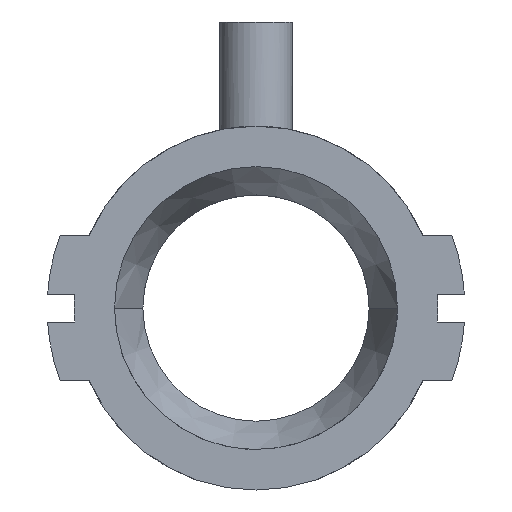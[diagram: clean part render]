
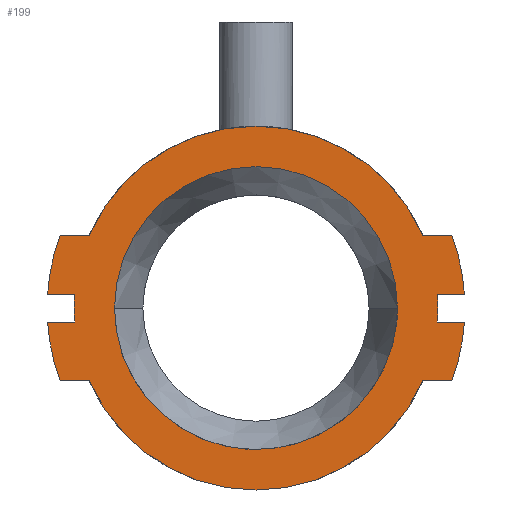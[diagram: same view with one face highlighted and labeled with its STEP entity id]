
A CAD part, left-side view. The second image highlights one B-rep face of the part: STEP entity #199.
In plain terms, the highlighted planar face has unit normal (-1, 0, 0).
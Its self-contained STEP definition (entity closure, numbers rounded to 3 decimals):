
#199=ADVANCED_FACE('',(#432,#433),#434,.T.);
#432=FACE_BOUND('',#696,.T.);
#433=FACE_OUTER_BOUND('',#697,.T.);
#434=PLANE('',#698);
#696=EDGE_LOOP('',(#1280,#1281,#1282));
#697=EDGE_LOOP('',(#1283,#1284,#1285,#1286,#1287,#1288,#1289,#1290,#1291,#1292,#1293,#1294,#1295,#1296,#1297,#1298,#1299,#1300));
#698=AXIS2_PLACEMENT_3D('',#1301,#1302,#1303);
#1280=ORIENTED_EDGE('',*,*,#1671,.T.);
#1281=ORIENTED_EDGE('',*,*,#1777,.T.);
#1282=ORIENTED_EDGE('',*,*,#1672,.T.);
#1283=ORIENTED_EDGE('',*,*,#1726,.F.);
#1284=ORIENTED_EDGE('',*,*,#1828,.T.);
#1285=ORIENTED_EDGE('',*,*,#1829,.F.);
#1286=ORIENTED_EDGE('',*,*,#1830,.T.);
#1287=ORIENTED_EDGE('',*,*,#1734,.F.);
#1288=ORIENTED_EDGE('',*,*,#1831,.T.);
#1289=ORIENTED_EDGE('',*,*,#1832,.F.);
#1290=ORIENTED_EDGE('',*,*,#1833,.T.);
#1291=ORIENTED_EDGE('',*,*,#1741,.F.);
#1292=ORIENTED_EDGE('',*,*,#1702,.F.);
#1293=ORIENTED_EDGE('',*,*,#1826,.T.);
#1294=ORIENTED_EDGE('',*,*,#1822,.F.);
#1295=ORIENTED_EDGE('',*,*,#1804,.T.);
#1296=ORIENTED_EDGE('',*,*,#1711,.F.);
#1297=ORIENTED_EDGE('',*,*,#1802,.T.);
#1298=ORIENTED_EDGE('',*,*,#1824,.F.);
#1299=ORIENTED_EDGE('',*,*,#1808,.T.);
#1300=ORIENTED_EDGE('',*,*,#1720,.F.);
#1301=CARTESIAN_POINT('',(-96.0,0.,0.));
#1302=DIRECTION('',(-1.0,0.0,0.0));
#1303=DIRECTION('',(0.0,-1.0,0.0));
#1671=EDGE_CURVE('',#2052,#2049,#2053,.T.);
#1672=EDGE_CURVE('',#2054,#2052,#2055,.T.);
#1702=EDGE_CURVE('',#2100,#2098,#2102,.T.);
#1711=EDGE_CURVE('',#2114,#2116,#2117,.T.);
#1720=EDGE_CURVE('',#2129,#2132,#2133,.T.);
#1726=EDGE_CURVE('',#2140,#2129,#2142,.T.);
#1734=EDGE_CURVE('',#2153,#2155,#2156,.T.);
#1741=EDGE_CURVE('',#2098,#2166,#2167,.T.);
#1777=EDGE_CURVE('',#2049,#2054,#2221,.T.);
#1802=EDGE_CURVE('',#2114,#2247,#2249,.T.);
#1804=EDGE_CURVE('',#2251,#2116,#2252,.T.);
#1808=EDGE_CURVE('',#2257,#2132,#2258,.T.);
#1822=EDGE_CURVE('',#2251,#2273,#2275,.T.);
#1824=EDGE_CURVE('',#2257,#2247,#2277,.T.);
#1826=EDGE_CURVE('',#2100,#2273,#2279,.T.);
#1828=EDGE_CURVE('',#2140,#2281,#2282,.T.);
#1829=EDGE_CURVE('',#2283,#2281,#2284,.T.);
#1830=EDGE_CURVE('',#2283,#2155,#2285,.T.);
#1831=EDGE_CURVE('',#2153,#2286,#2287,.T.);
#1832=EDGE_CURVE('',#2288,#2286,#2289,.T.);
#1833=EDGE_CURVE('',#2288,#2166,#2290,.T.);
#2049=VERTEX_POINT('',#2687);
#2052=VERTEX_POINT('',#2691);
#2053=CIRCLE('',#2692,25.4);
#2054=VERTEX_POINT('',#2693);
#2055=CIRCLE('',#2694,25.4);
#2098=VERTEX_POINT('',#2788);
#2100=VERTEX_POINT('',#2791);
#2102=CIRCLE('',#2794,32.65);
#2114=VERTEX_POINT('',#2847);
#2116=VERTEX_POINT('',#2850);
#2117=CIRCLE('',#2851,32.65);
#2129=VERTEX_POINT('',#2884);
#2132=VERTEX_POINT('',#2888);
#2133=CIRCLE('',#2889,32.65);
#2140=VERTEX_POINT('',#2907);
#2142=CIRCLE('',#2910,32.65);
#2153=VERTEX_POINT('',#2940);
#2155=VERTEX_POINT('',#2943);
#2156=CIRCLE('',#2944,32.65);
#2166=VERTEX_POINT('',#2962);
#2167=CIRCLE('',#2963,32.65);
#2221=CIRCLE('',#3036,25.4);
#2247=VERTEX_POINT('',#3069);
#2249=LINE('',#3072,#3073);
#2251=VERTEX_POINT('',#3075);
#2252=LINE('',#3076,#3077);
#2257=VERTEX_POINT('',#3084);
#2258=LINE('',#3085,#3086);
#2273=VERTEX_POINT('',#3104);
#2275=CIRCLE('',#3107,37.5);
#2277=CIRCLE('',#3109,37.5);
#2279=LINE('',#3111,#3112);
#2281=VERTEX_POINT('',#3114);
#2282=LINE('',#3115,#3116);
#2283=VERTEX_POINT('',#3117);
#2284=CIRCLE('',#3118,37.5);
#2285=LINE('',#3119,#3120);
#2286=VERTEX_POINT('',#3121);
#2287=LINE('',#3122,#3123);
#2288=VERTEX_POINT('',#3124);
#2289=CIRCLE('',#3125,37.5);
#2290=LINE('',#3126,#3127);
#2687=CARTESIAN_POINT('',(-96.0,25.4,0.));
#2691=CARTESIAN_POINT('',(-96.0,-25.277,-2.5));
#2692=AXIS2_PLACEMENT_3D('',#3344,#3345,#3346);
#2693=CARTESIAN_POINT('',(-96.0,-25.4,0.));
#2694=AXIS2_PLACEMENT_3D('',#3347,#3348,#3349);
#2788=CARTESIAN_POINT('',(-96.0,-32.65,0.));
#2791=CARTESIAN_POINT('',(-96.0,-32.554,2.5));
#2794=AXIS2_PLACEMENT_3D('',#3386,#3387,#3388);
#2847=CARTESIAN_POINT('',(-96.0,29.95,13.0));
#2850=CARTESIAN_POINT('',(-96.0,-29.95,13.0));
#2851=AXIS2_PLACEMENT_3D('',#3396,#3397,#3398);
#2884=CARTESIAN_POINT('',(-96.0,32.65,0.));
#2888=CARTESIAN_POINT('',(-96.0,32.554,2.5));
#2889=AXIS2_PLACEMENT_3D('',#3407,#3408,#3409);
#2907=CARTESIAN_POINT('',(-96.0,32.554,-2.5));
#2910=AXIS2_PLACEMENT_3D('',#3412,#3413,#3414);
#2940=CARTESIAN_POINT('',(-96.0,-29.95,-13.0));
#2943=CARTESIAN_POINT('',(-96.0,29.95,-13.0));
#2944=AXIS2_PLACEMENT_3D('',#3424,#3425,#3426);
#2962=CARTESIAN_POINT('',(-96.0,-32.554,-2.5));
#2963=AXIS2_PLACEMENT_3D('',#3433,#3434,#3435);
#3036=AXIS2_PLACEMENT_3D('',#3492,#3493,#3494);
#3069=CARTESIAN_POINT('',(-96.0,35.175,13.0));
#3072=CARTESIAN_POINT('',(-96.0,0.,13.0));
#3073=VECTOR('',#3528,1.0);
#3075=CARTESIAN_POINT('',(-96.0,-35.175,13.0));
#3076=CARTESIAN_POINT('',(-96.0,0.,13.0));
#3077=VECTOR('',#3529,1.0);
#3084=CARTESIAN_POINT('',(-96.0,37.417,2.5));
#3085=CARTESIAN_POINT('',(-96.0,0.,2.5));
#3086=VECTOR('',#3532,1.0);
#3104=CARTESIAN_POINT('',(-96.0,-37.417,2.5));
#3107=AXIS2_PLACEMENT_3D('',#3552,#3553,#3554);
#3109=AXIS2_PLACEMENT_3D('',#3555,#3556,#3557);
#3111=CARTESIAN_POINT('',(-96.0,0.,2.5));
#3112=VECTOR('',#3558,1.0);
#3114=CARTESIAN_POINT('',(-96.0,37.417,-2.5));
#3115=CARTESIAN_POINT('',(-96.0,0.,-2.5));
#3116=VECTOR('',#3559,1.0);
#3117=CARTESIAN_POINT('',(-96.0,35.175,-13.0));
#3118=AXIS2_PLACEMENT_3D('',#3560,#3561,#3562);
#3119=CARTESIAN_POINT('',(-96.0,0.,-13.0));
#3120=VECTOR('',#3563,1.0);
#3121=CARTESIAN_POINT('',(-96.0,-35.175,-13.0));
#3122=CARTESIAN_POINT('',(-96.0,0.,-13.0));
#3123=VECTOR('',#3564,1.0);
#3124=CARTESIAN_POINT('',(-96.0,-37.417,-2.5));
#3125=AXIS2_PLACEMENT_3D('',#3565,#3566,#3567);
#3126=CARTESIAN_POINT('',(-96.0,0.,-2.5));
#3127=VECTOR('',#3568,1.0);
#3344=CARTESIAN_POINT('',(-96.0,0.0,0.0));
#3345=DIRECTION('',(1.0,0.0,0.0));
#3346=DIRECTION('',(0.0,1.0,0.0));
#3347=CARTESIAN_POINT('',(-96.0,0.0,0.0));
#3348=DIRECTION('',(1.0,0.0,0.0));
#3349=DIRECTION('',(0.0,1.0,0.0));
#3386=CARTESIAN_POINT('',(-96.0,0.0,0.0));
#3387=DIRECTION('',(1.0,0.0,0.0));
#3388=DIRECTION('',(0.0,1.0,0.0));
#3396=CARTESIAN_POINT('',(-96.0,0.0,0.0));
#3397=DIRECTION('',(1.0,0.0,0.0));
#3398=DIRECTION('',(0.0,1.0,0.0));
#3407=CARTESIAN_POINT('',(-96.0,0.0,0.0));
#3408=DIRECTION('',(1.0,0.0,0.0));
#3409=DIRECTION('',(0.0,1.0,0.0));
#3412=CARTESIAN_POINT('',(-96.0,0.0,0.0));
#3413=DIRECTION('',(1.0,0.0,0.0));
#3414=DIRECTION('',(0.0,1.0,0.0));
#3424=CARTESIAN_POINT('',(-96.0,0.0,0.0));
#3425=DIRECTION('',(1.0,0.0,0.0));
#3426=DIRECTION('',(0.0,1.0,0.0));
#3433=CARTESIAN_POINT('',(-96.0,0.0,0.0));
#3434=DIRECTION('',(1.0,0.0,0.0));
#3435=DIRECTION('',(0.0,1.0,0.0));
#3492=CARTESIAN_POINT('',(-96.0,0.0,0.0));
#3493=DIRECTION('',(1.0,0.0,0.0));
#3494=DIRECTION('',(0.0,1.0,0.0));
#3528=DIRECTION('',(0.0,1.0,-0.0));
#3529=DIRECTION('',(0.0,1.0,-0.0));
#3532=DIRECTION('',(0.0,-1.0,0.0));
#3552=CARTESIAN_POINT('',(-96.0,0.,0.));
#3553=DIRECTION('',(1.0,0.0,0.0));
#3554=DIRECTION('',(0.0,-1.0,0.));
#3555=CARTESIAN_POINT('',(-96.0,0.,0.));
#3556=DIRECTION('',(1.0,0.0,0.0));
#3557=DIRECTION('',(0.0,-1.0,0.));
#3558=DIRECTION('',(0.0,-1.0,0.0));
#3559=DIRECTION('',(0.0,1.0,-0.0));
#3560=CARTESIAN_POINT('',(-96.0,0.,0.));
#3561=DIRECTION('',(1.0,0.0,0.0));
#3562=DIRECTION('',(0.0,-1.0,0.));
#3563=DIRECTION('',(0.0,-1.0,0.0));
#3564=DIRECTION('',(0.0,-1.0,0.0));
#3565=CARTESIAN_POINT('',(-96.0,0.,0.));
#3566=DIRECTION('',(1.0,0.0,0.0));
#3567=DIRECTION('',(0.0,-1.0,0.));
#3568=DIRECTION('',(0.0,1.0,-0.0));
